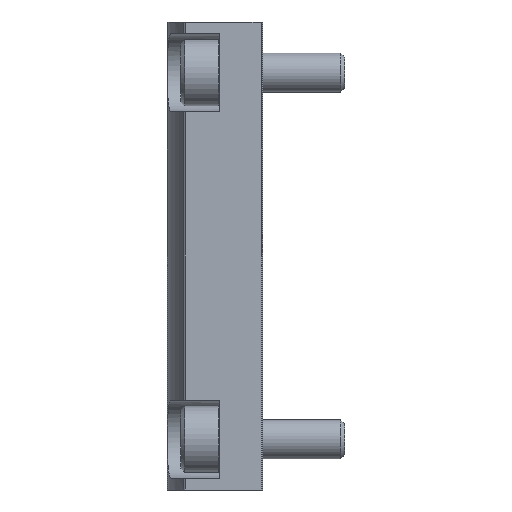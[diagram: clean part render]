
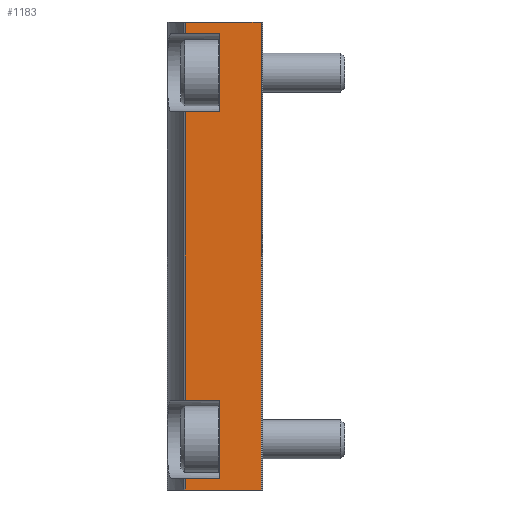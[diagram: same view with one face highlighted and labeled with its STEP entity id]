
A CAD part, left-side view. The second image highlights one B-rep face of the part: STEP entity #1183.
In plain terms, the highlighted planar face has unit normal (-1, 0, 0).
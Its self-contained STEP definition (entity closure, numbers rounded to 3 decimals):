
#68=PLANE('',#1284);
#180=ORIENTED_EDGE('',*,*,#526,.F.);
#181=ORIENTED_EDGE('',*,*,#527,.T.);
#182=ORIENTED_EDGE('',*,*,#518,.T.);
#183=ORIENTED_EDGE('',*,*,#528,.T.);
#184=ORIENTED_EDGE('',*,*,#529,.F.);
#185=ORIENTED_EDGE('',*,*,#530,.F.);
#186=ORIENTED_EDGE('',*,*,#531,.T.);
#187=ORIENTED_EDGE('',*,*,#532,.F.);
#188=ORIENTED_EDGE('',*,*,#533,.F.);
#189=ORIENTED_EDGE('',*,*,#534,.T.);
#190=ORIENTED_EDGE('',*,*,#524,.T.);
#191=ORIENTED_EDGE('',*,*,#535,.F.);
#518=EDGE_CURVE('',#691,#692,#804,.T.);
#524=EDGE_CURVE('',#698,#697,#807,.T.);
#526=EDGE_CURVE('',#699,#700,#808,.T.);
#527=EDGE_CURVE('',#699,#691,#809,.T.);
#528=EDGE_CURVE('',#692,#701,#810,.T.);
#529=EDGE_CURVE('',#702,#701,#811,.T.);
#530=EDGE_CURVE('',#703,#702,#812,.T.);
#531=EDGE_CURVE('',#703,#704,#813,.T.);
#532=EDGE_CURVE('',#705,#704,#814,.T.);
#533=EDGE_CURVE('',#706,#705,#815,.T.);
#534=EDGE_CURVE('',#706,#698,#816,.T.);
#535=EDGE_CURVE('',#700,#697,#817,.T.);
#691=VERTEX_POINT('',#1813);
#692=VERTEX_POINT('',#1814);
#697=VERTEX_POINT('',#1825);
#698=VERTEX_POINT('',#1827);
#699=VERTEX_POINT('',#1831);
#700=VERTEX_POINT('',#1832);
#701=VERTEX_POINT('',#1835);
#702=VERTEX_POINT('',#1837);
#703=VERTEX_POINT('',#1839);
#704=VERTEX_POINT('',#1841);
#705=VERTEX_POINT('',#1843);
#706=VERTEX_POINT('',#1845);
#804=LINE('',#1812,#899);
#807=LINE('',#1826,#902);
#808=LINE('',#1830,#903);
#809=LINE('',#1833,#904);
#810=LINE('',#1834,#905);
#811=LINE('',#1836,#906);
#812=LINE('',#1838,#907);
#813=LINE('',#1840,#908);
#814=LINE('',#1842,#909);
#815=LINE('',#1844,#910);
#816=LINE('',#1846,#911);
#817=LINE('',#1847,#912);
#899=VECTOR('',#1427,1000.);
#902=VECTOR('',#1438,1000.);
#903=VECTOR('',#1443,1000.);
#904=VECTOR('',#1444,1000.);
#905=VECTOR('',#1445,1000.);
#906=VECTOR('',#1446,1000.);
#907=VECTOR('',#1447,1000.);
#908=VECTOR('',#1448,1000.);
#909=VECTOR('',#1449,1000.);
#910=VECTOR('',#1450,1000.);
#911=VECTOR('',#1451,1000.);
#912=VECTOR('',#1452,1000.);
#996=EDGE_LOOP('',(#180,#181,#182,#183,#184,#185,#186,#187,#188,#189,#190,
#191));
#1077=FACE_BOUND('',#996,.T.);
#1183=ADVANCED_FACE('',(#1077),#68,.F.);
#1284=AXIS2_PLACEMENT_3D('',#1829,#1441,#1442);
#1427=DIRECTION('',(0.,0.,-1.));
#1438=DIRECTION('',(0.,0.,-1.));
#1441=DIRECTION('',(1.,0.,0.));
#1442=DIRECTION('',(0.,0.,-1.));
#1443=DIRECTION('',(0.,0.,1.));
#1444=DIRECTION('',(0.,1.,0.));
#1445=DIRECTION('',(0.,-1.,0.));
#1446=DIRECTION('',(0.,0.,-1.));
#1447=DIRECTION('',(0.,-1.,0.));
#1448=DIRECTION('',(0.,0.,-1.));
#1449=DIRECTION('',(0.,1.,0.));
#1450=DIRECTION('',(0.,0.,1.));
#1451=DIRECTION('',(0.,1.,0.));
#1452=DIRECTION('',(0.,1.,0.));
#1812=CARTESIAN_POINT('',(0.,9.893,30.));
#1813=CARTESIAN_POINT('',(0.,9.893,-28.5));
#1814=CARTESIAN_POINT('',(0.,9.893,-30.));
#1825=CARTESIAN_POINT('',(0.,9.893,-18.5));
#1826=CARTESIAN_POINT('',(0.,9.893,30.));
#1827=CARTESIAN_POINT('',(0.,9.893,18.5));
#1829=CARTESIAN_POINT('',(0.,9.893,30.));
#1830=CARTESIAN_POINT('',(0.,5.5,-28.5));
#1831=CARTESIAN_POINT('',(0.,5.5,-28.5));
#1832=CARTESIAN_POINT('',(0.,5.5,-18.5));
#1833=CARTESIAN_POINT('',(0.,5.5,-28.5));
#1834=CARTESIAN_POINT('',(0.,9.893,-30.));
#1835=CARTESIAN_POINT('',(0.,0.2,-30.));
#1836=CARTESIAN_POINT('',(0.,0.2,30.));
#1837=CARTESIAN_POINT('',(0.,0.2,30.));
#1838=CARTESIAN_POINT('',(0.,9.893,30.));
#1839=CARTESIAN_POINT('',(0.,9.893,30.));
#1840=CARTESIAN_POINT('',(0.,9.893,30.));
#1841=CARTESIAN_POINT('',(0.,9.893,28.5));
#1842=CARTESIAN_POINT('',(0.,5.5,28.5));
#1843=CARTESIAN_POINT('',(0.,5.5,28.5));
#1844=CARTESIAN_POINT('',(0.,5.5,18.5));
#1845=CARTESIAN_POINT('',(0.,5.5,18.5));
#1846=CARTESIAN_POINT('',(0.,5.5,18.5));
#1847=CARTESIAN_POINT('',(0.,5.5,-18.5));
